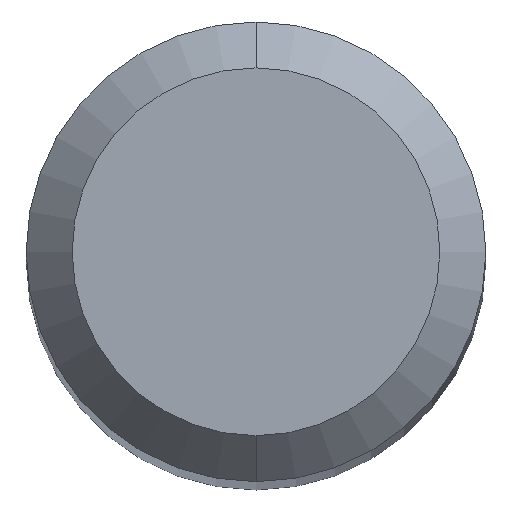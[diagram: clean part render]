
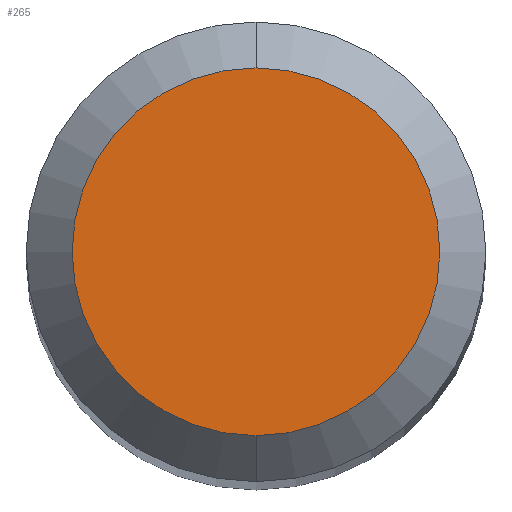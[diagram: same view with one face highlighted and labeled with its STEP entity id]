
A CAD part, top view. The second image highlights one B-rep face of the part: STEP entity #265.
In plain terms, the highlighted planar face has unit normal (0, 0, 1).
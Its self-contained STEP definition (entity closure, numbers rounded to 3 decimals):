
#193=EDGE_CURVE('',#445,#325,#501,.T.);
#265=ADVANCED_FACE('',(#581),#582,.T.);
#325=VERTEX_POINT('',#646);
#345=EDGE_CURVE('',#325,#445,#667,.T.);
#445=VERTEX_POINT('',#780);
#501=CIRCLE('',#858,1.2);
#581=FACE_OUTER_BOUND('',#1040,.T.);
#582=PLANE('',#1041);
#646=CARTESIAN_POINT('',(0.,-1.2,0.0));
#667=CIRCLE('',#1181,1.2);
#780=CARTESIAN_POINT('',(0.0,1.2,0.0));
#858=AXIS2_PLACEMENT_3D('',#1455,#1456,#1457);
#1040=EDGE_LOOP('',(#1557,#1558));
#1041=AXIS2_PLACEMENT_3D('',#1559,#1560,#1561);
#1181=AXIS2_PLACEMENT_3D('',#1631,#1632,#1633);
#1455=CARTESIAN_POINT('',(0.0,0.0,0.0));
#1456=DIRECTION('',(0.0,0.0,-1.0));
#1457=DIRECTION('',(0.0,1.0,0.0));
#1557=ORIENTED_EDGE('',*,*,#193,.F.);
#1558=ORIENTED_EDGE('',*,*,#345,.F.);
#1559=CARTESIAN_POINT('',(0.0,0.6,0.0));
#1560=DIRECTION('',(-0.0,0.0,1.0));
#1561=DIRECTION('',(0.0,-1.0,0.0));
#1631=CARTESIAN_POINT('',(0.0,0.0,0.0));
#1632=DIRECTION('',(0.0,0.0,-1.0));
#1633=DIRECTION('',(0.0,1.0,0.0));
